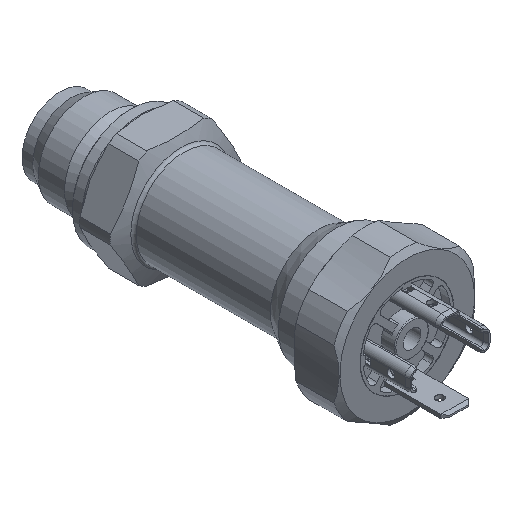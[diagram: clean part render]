
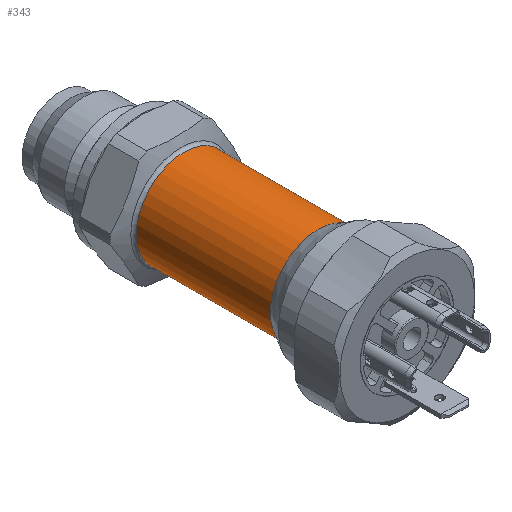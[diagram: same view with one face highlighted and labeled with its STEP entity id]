
A CAD part, isometric view. The second image highlights one B-rep face of the part: STEP entity #343.
In plain terms, the highlighted cylindrical face has radius 11 mm (diameter 22 mm), a full revolution.
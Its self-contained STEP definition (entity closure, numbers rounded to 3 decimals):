
#343 = ADVANCED_FACE( '', ( #976, #977 ), #978, .T. );
#976 = FACE_OUTER_BOUND( '', #1937, .T. );
#977 = FACE_OUTER_BOUND( '', #1938, .T. );
#978 = CYLINDRICAL_SURFACE( '', #1939, 11. );
#1937 = EDGE_LOOP( '', ( #3353 ) );
#1938 = EDGE_LOOP( '', ( #3354 ) );
#1939 = AXIS2_PLACEMENT_3D( '', #3355, #3356, #3357 );
#3353 = ORIENTED_EDGE( '', *, *, #6255, .T. );
#3354 = ORIENTED_EDGE( '', *, *, #6256, .T. );
#3355 = CARTESIAN_POINT( '', ( 0., -65.8, 0. ) );
#3356 = DIRECTION( '', ( 0., -1., 0. ) );
#3357 = DIRECTION( '', ( 1., 0., 0. ) );
#6255 = EDGE_CURVE( '', #7465, #7465, #7466, .T. );
#6256 = EDGE_CURVE( '', #7467, #7467, #7468, .T. );
#7465 = VERTEX_POINT( '', #9340 );
#7466 = CIRCLE( '', #9341, 11. );
#7467 = VERTEX_POINT( '', #9342 );
#7468 = CIRCLE( '', #9343, 11. );
#9340 = CARTESIAN_POINT( '', ( 11., -43.4, 0. ) );
#9341 = AXIS2_PLACEMENT_3D( '', #13414, #13415, #13416 );
#9342 = CARTESIAN_POINT( '', ( 11., -12.56, 0. ) );
#9343 = AXIS2_PLACEMENT_3D( '', #13417, #13418, #13419 );
#13414 = CARTESIAN_POINT( '', ( 0., -43.4, 0. ) );
#13415 = DIRECTION( '', ( 0., 1., 0. ) );
#13416 = DIRECTION( '', ( 1., 0., 0. ) );
#13417 = CARTESIAN_POINT( '', ( 0., -12.56, 0. ) );
#13418 = DIRECTION( '', ( 0., -1., 0. ) );
#13419 = DIRECTION( '', ( 1., 0., 0. ) );
